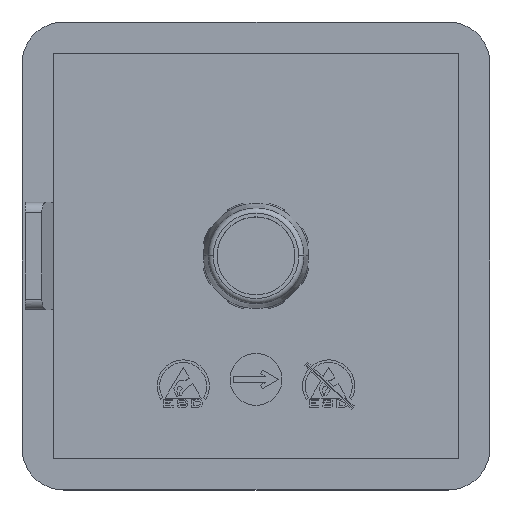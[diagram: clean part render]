
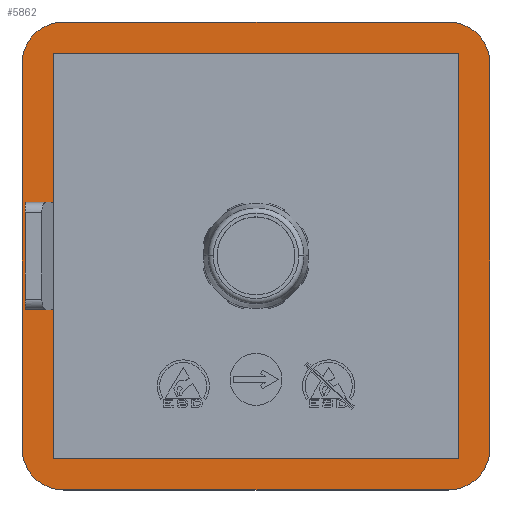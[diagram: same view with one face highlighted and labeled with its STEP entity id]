
A CAD part, top view. The second image highlights one B-rep face of the part: STEP entity #5862.
In plain terms, the highlighted planar face has unit normal (0, 0, 1).
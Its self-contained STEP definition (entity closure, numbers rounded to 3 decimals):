
#11 = ORIENTED_EDGE ( 'NONE', *, *, #5890, .T. ) ;
#25 = PLANE ( 'NONE',  #5109 ) ;
#79 = VERTEX_POINT ( 'NONE', #185 ) ;
#107 = CIRCLE ( 'NONE', #3552, 4. ) ;
#134 = DIRECTION ( 'NONE',  ( 0., 0., 1. ) ) ;
#185 = CARTESIAN_POINT ( 'NONE',  ( -19.5, -19.5, 4. ) ) ;
#275 = CARTESIAN_POINT ( 'NONE',  ( 22.5, -22.5, 4. ) ) ;
#278 = VERTEX_POINT ( 'NONE', #6233 ) ;
#289 = ORIENTED_EDGE ( 'NONE', *, *, #8503, .T. ) ;
#326 = EDGE_CURVE ( 'NONE', #4274, #5699, #4925, .T. ) ;
#440 = CARTESIAN_POINT ( 'NONE',  ( -19.5, 19.5, 4. ) ) ;
#441 = VECTOR ( 'NONE', #1406, 1000. ) ;
#462 = LINE ( 'NONE', #1948, #441 ) ;
#563 = VECTOR ( 'NONE', #3219, 1000. ) ;
#637 = ORIENTED_EDGE ( 'NONE', *, *, #1858, .T. ) ;
#886 = EDGE_CURVE ( 'NONE', #79, #4274, #462, .T. ) ;
#1001 = EDGE_CURVE ( 'NONE', #9414, #3560, #6067, .T. ) ;
#1090 = ORIENTED_EDGE ( 'NONE', *, *, #5084, .T. ) ;
#1122 = DIRECTION ( 'NONE',  ( 0., 0., 1. ) ) ;
#1143 = CIRCLE ( 'NONE', #6944, 4. ) ;
#1240 = DIRECTION ( 'NONE',  ( -1., 0., 0. ) ) ;
#1348 = ORIENTED_EDGE ( 'NONE', *, *, #3054, .T. ) ;
#1351 = VERTEX_POINT ( 'NONE', #7066 ) ;
#1356 = FACE_OUTER_BOUND ( 'NONE', #4707, .T. ) ;
#1392 = VERTEX_POINT ( 'NONE', #6794 ) ;
#1406 = DIRECTION ( 'NONE',  ( 1., 0., 0. ) ) ;
#1620 = FACE_BOUND ( 'NONE', #4610, .T. ) ;
#1641 = DIRECTION ( 'NONE',  ( 0., 0., 1. ) ) ;
#1754 = ORIENTED_EDGE ( 'NONE', *, *, #6246, .T. ) ;
#1764 = CARTESIAN_POINT ( 'NONE',  ( -18.5, -18.5, 4. ) ) ;
#1807 = DIRECTION ( 'NONE',  ( 1., 0., 0. ) ) ;
#1813 = DIRECTION ( 'NONE',  ( 1., 0., 0. ) ) ;
#1817 = AXIS2_PLACEMENT_3D ( 'NONE', #2317, #2173, #2160 ) ;
#1829 = CARTESIAN_POINT ( 'NONE',  ( -22.5, -22.5, 4. ) ) ;
#1858 = EDGE_CURVE ( 'NONE', #4213, #7383, #4600, .T. ) ;
#1948 = CARTESIAN_POINT ( 'NONE',  ( -19.5, -19.5, 4. ) ) ;
#2010 = DIRECTION ( 'NONE',  ( -1., 0., 0. ) ) ;
#2089 = CARTESIAN_POINT ( 'NONE',  ( 19.5, 19.5, 4. ) ) ;
#2099 = ORIENTED_EDGE ( 'NONE', *, *, #9366, .T. ) ;
#2160 = DIRECTION ( 'NONE',  ( 1., 0., 0. ) ) ;
#2173 = DIRECTION ( 'NONE',  ( 0., 0., 1. ) ) ;
#2317 = CARTESIAN_POINT ( 'NONE',  ( 18.5, -18.5, 4. ) ) ;
#2345 = ORIENTED_EDGE ( 'NONE', *, *, #2731, .T. ) ;
#2494 = CARTESIAN_POINT ( 'NONE',  ( 18.5, -22.5, 4. ) ) ;
#2557 = ORIENTED_EDGE ( 'NONE', *, *, #5446, .F. ) ;
#2658 = VERTEX_POINT ( 'NONE', #9719 ) ;
#2687 = EDGE_CURVE ( 'NONE', #3560, #2884, #6404, .T. ) ;
#2711 = VERTEX_POINT ( 'NONE', #8700 ) ;
#2731 = EDGE_CURVE ( 'NONE', #3005, #1392, #6072, .T. ) ;
#2778 = ORIENTED_EDGE ( 'NONE', *, *, #7544, .T. ) ;
#2884 = VERTEX_POINT ( 'NONE', #4982 ) ;
#2935 = VECTOR ( 'NONE', #7818, 1000. ) ;
#3005 = VERTEX_POINT ( 'NONE', #3209 ) ;
#3029 = CARTESIAN_POINT ( 'NONE',  ( -19.5, 19.5, 4. ) ) ;
#3040 = ORIENTED_EDGE ( 'NONE', *, *, #1001, .T. ) ;
#3054 = EDGE_CURVE ( 'NONE', #2658, #4477, #3949, .T. ) ;
#3209 = CARTESIAN_POINT ( 'NONE',  ( 22.5, 18.5, 4. ) ) ;
#3219 = DIRECTION ( 'NONE',  ( 0., -1., 0. ) ) ;
#3279 = VECTOR ( 'NONE', #4281, 1000. ) ;
#3392 = DIRECTION ( 'NONE',  ( 0., 1., 0. ) ) ;
#3411 = ORIENTED_EDGE ( 'NONE', *, *, #2687, .T. ) ;
#3552 = AXIS2_PLACEMENT_3D ( 'NONE', #6800, #1122, #5408 ) ;
#3560 = VERTEX_POINT ( 'NONE', #7728 ) ;
#3777 = ORIENTED_EDGE ( 'NONE', *, *, #4391, .F. ) ;
#3844 = VERTEX_POINT ( 'NONE', #6238 ) ;
#3846 = CARTESIAN_POINT ( 'NONE',  ( 19.5, -19.5, 4. ) ) ;
#3949 = LINE ( 'NONE', #1829, #3958 ) ;
#3958 = VECTOR ( 'NONE', #1813, 1000. ) ;
#4038 = CARTESIAN_POINT ( 'NONE',  ( -22.5, 18.5, 4. ) ) ;
#4141 = CIRCLE ( 'NONE', #1817, 4. ) ;
#4159 = ORIENTED_EDGE ( 'NONE', *, *, #7003, .F. ) ;
#4213 = VERTEX_POINT ( 'NONE', #4038 ) ;
#4228 = CARTESIAN_POINT ( 'NONE',  ( -22.5, 22.5, 4. ) ) ;
#4274 = VERTEX_POINT ( 'NONE', #3846 ) ;
#4281 = DIRECTION ( 'NONE',  ( 0., -1., 0. ) ) ;
#4391 = EDGE_CURVE ( 'NONE', #2711, #2884, #6639, .T. ) ;
#4477 = VERTEX_POINT ( 'NONE', #2494 ) ;
#4589 = ORIENTED_EDGE ( 'NONE', *, *, #326, .F. ) ;
#4600 = LINE ( 'NONE', #4228, #3279 ) ;
#4610 = EDGE_LOOP ( 'NONE', ( #2557, #2778, #3040, #3411, #3777, #4159, #4589, #4869 ) ) ;
#4707 = EDGE_LOOP ( 'NONE', ( #11, #289, #637, #1090, #1348, #1754, #2099, #2345 ) ) ;
#4854 = LINE ( 'NONE', #7462, #8824 ) ;
#4869 = ORIENTED_EDGE ( 'NONE', *, *, #886, .F. ) ;
#4925 = LINE ( 'NONE', #9421, #5497 ) ;
#4982 = CARTESIAN_POINT ( 'NONE',  ( -19.5, 5.15, 4. ) ) ;
#5084 = EDGE_CURVE ( 'NONE', #7383, #2658, #1143, .T. ) ;
#5109 = AXIS2_PLACEMENT_3D ( 'NONE', #275, #134, #9679 ) ;
#5408 = DIRECTION ( 'NONE',  ( 1., 0., 0. ) ) ;
#5446 = EDGE_CURVE ( 'NONE', #3844, #79, #7899, .T. ) ;
#5497 = VECTOR ( 'NONE', #8330, 1000. ) ;
#5504 = VECTOR ( 'NONE', #9645, 1000. ) ;
#5627 = VECTOR ( 'NONE', #3392, 1000. ) ;
#5699 = VERTEX_POINT ( 'NONE', #2089 ) ;
#5862 = ADVANCED_FACE ( 'NONE', ( #1356, #1620 ), #25, .T. ) ;
#5890 = EDGE_CURVE ( 'NONE', #1392, #1351, #6950, .T. ) ;
#6036 = CARTESIAN_POINT ( 'NONE',  ( -19.5, 19.5, 4. ) ) ;
#6067 = LINE ( 'NONE', #9664, #5504 ) ;
#6072 = CIRCLE ( 'NONE', #9435, 4. ) ;
#6162 = DIRECTION ( 'NONE',  ( 0., -1., 0. ) ) ;
#6233 = CARTESIAN_POINT ( 'NONE',  ( 22.5, -18.5, 4. ) ) ;
#6238 = CARTESIAN_POINT ( 'NONE',  ( -19.5, -5.15, 4. ) ) ;
#6246 = EDGE_CURVE ( 'NONE', #4477, #278, #4141, .T. ) ;
#6404 = LINE ( 'NONE', #9143, #6653 ) ;
#6639 = LINE ( 'NONE', #3029, #563 ) ;
#6653 = VECTOR ( 'NONE', #9038, 1000. ) ;
#6664 = CARTESIAN_POINT ( 'NONE',  ( -22.5, -18.5, 4. ) ) ;
#6794 = CARTESIAN_POINT ( 'NONE',  ( 18.5, 22.5, 4. ) ) ;
#6800 = CARTESIAN_POINT ( 'NONE',  ( -18.5, 18.5, 4. ) ) ;
#6803 = VECTOR ( 'NONE', #1240, 1000. ) ;
#6944 = AXIS2_PLACEMENT_3D ( 'NONE', #1764, #1641, #1807 ) ;
#6950 = LINE ( 'NONE', #8417, #2935 ) ;
#7003 = EDGE_CURVE ( 'NONE', #5699, #2711, #8820, .T. ) ;
#7066 = CARTESIAN_POINT ( 'NONE',  ( -18.5, 22.5, 4. ) ) ;
#7383 = VERTEX_POINT ( 'NONE', #6664 ) ;
#7462 = CARTESIAN_POINT ( 'NONE',  ( 22.5, -5.15, 4. ) ) ;
#7544 = EDGE_CURVE ( 'NONE', #3844, #9414, #4854, .T. ) ;
#7579 = LINE ( 'NONE', #8435, #5627 ) ;
#7660 = VECTOR ( 'NONE', #6162, 1000. ) ;
#7728 = CARTESIAN_POINT ( 'NONE',  ( -22.2, 5.15, 4. ) ) ;
#7818 = DIRECTION ( 'NONE',  ( -1., 0., 0. ) ) ;
#7837 = DIRECTION ( 'NONE',  ( 0., 0., 1. ) ) ;
#7866 = DIRECTION ( 'NONE',  ( 1., 0., 0. ) ) ;
#7873 = CARTESIAN_POINT ( 'NONE',  ( 18.5, 18.5, 4. ) ) ;
#7899 = LINE ( 'NONE', #6036, #7660 ) ;
#8244 = CARTESIAN_POINT ( 'NONE',  ( -22.2, -5.15, 4. ) ) ;
#8330 = DIRECTION ( 'NONE',  ( 0., 1., 0. ) ) ;
#8417 = CARTESIAN_POINT ( 'NONE',  ( -22.5, 22.5, 4. ) ) ;
#8435 = CARTESIAN_POINT ( 'NONE',  ( 22.5, 22.5, 4. ) ) ;
#8503 = EDGE_CURVE ( 'NONE', #1351, #4213, #107, .T. ) ;
#8700 = CARTESIAN_POINT ( 'NONE',  ( -19.5, 19.5, 4. ) ) ;
#8820 = LINE ( 'NONE', #440, #6803 ) ;
#8824 = VECTOR ( 'NONE', #2010, 1000. ) ;
#9038 = DIRECTION ( 'NONE',  ( 1., 0., 0. ) ) ;
#9143 = CARTESIAN_POINT ( 'NONE',  ( 22.5, 5.15, 4. ) ) ;
#9366 = EDGE_CURVE ( 'NONE', #278, #3005, #7579, .T. ) ;
#9414 = VERTEX_POINT ( 'NONE', #8244 ) ;
#9421 = CARTESIAN_POINT ( 'NONE',  ( 19.5, 19.5, 4. ) ) ;
#9435 = AXIS2_PLACEMENT_3D ( 'NONE', #7873, #7837, #7866 ) ;
#9645 = DIRECTION ( 'NONE',  ( 0., 1., 0. ) ) ;
#9664 = CARTESIAN_POINT ( 'NONE',  ( -22.2, -22.5, 4. ) ) ;
#9679 = DIRECTION ( 'NONE',  ( 1., 0., 0. ) ) ;
#9719 = CARTESIAN_POINT ( 'NONE',  ( -18.5, -22.5, 4. ) ) ;
